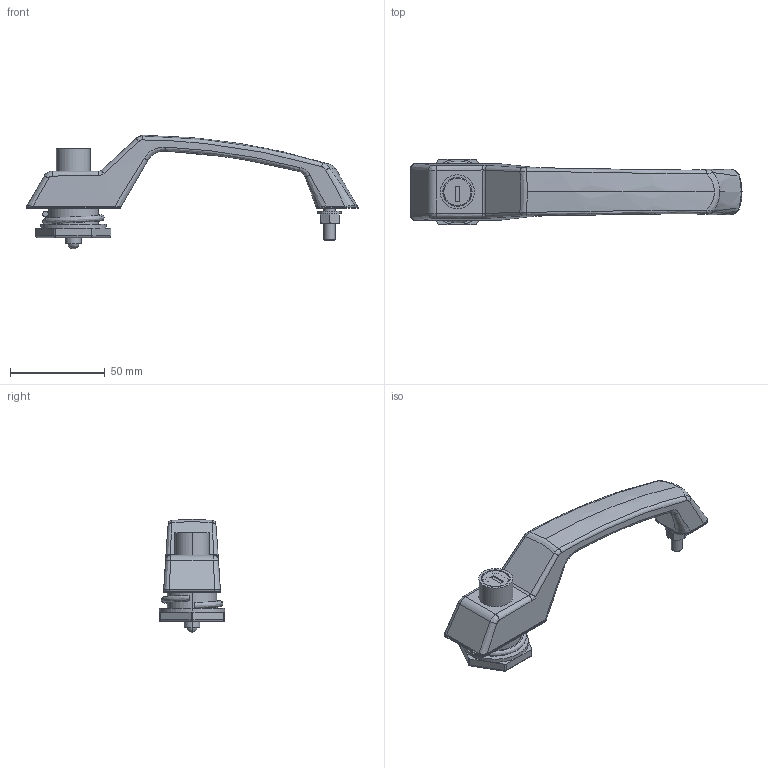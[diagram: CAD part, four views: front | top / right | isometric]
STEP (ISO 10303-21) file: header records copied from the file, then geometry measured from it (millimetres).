
FILE_DESCRIPTION (( 'STEP AP203' ), '1' );
FILE_NAME ('A-870-P_Œö.STEP', '2006-08-03T05:46:17', ( ' ' ), ( ' ' ), 'SwSTEP 2.0', 'SolidWorks 2006004', '' );
FILE_SCHEMA (( 'CONFIG_CONTROL_DESIGN' ));
Length unit declared in the file: millimetre
Products named in the file (17): A-870踢诎氖忒份乮彫乯_棉太倌; 俙-870-P巭傔斅_棉太倌; A-870-Pﾌﾟｯｼｭﾛｯﾄﾞ_A-870-Pﾌﾟｯｼｭﾛｯﾄﾞ_公開用; T0230ローター_公_タンブラー無し; A-870踢诎氖忒份乮戝乯_棉太倌; T0230僉儍僢僾_岞_棉太倌; シャッター_ﾃﾞﾌｫﾙﾄ; 曗嫮斅_棉太倌; 六角ナットM6（1種）_JIS B 1181 Hexagon nut - Class 1 Finished M6 --N; 儕儞僌儚僢僔儍乕M26乮冇3乯_棉太倌; A-870-P_公; 榋妏僫僢僩M26亊P1.0乮僞僉僎儞乯_棉太倌; 榋妏寠晅巭傔偹偠M6_棉太倌; T0230儘乕僞乕僾儔僌_岞_棉太倌; 俙-870-P钾堇薨_A-870-P钾堇薨_岞奐梡; A-870取手_A-870取手_公開用; スプリングワッシャーM6_JIS B 1251 No.2 6
Assembly tree (16 placements, depth 3):
  A-870-P_公
    俙-870-P钾堇薨_A-870-P钾堇薨_岞奐梡
    儕儞僌儚僢僔儍乕M26乮冇3乯_棉太倌
    榋妏僫僢僩M26亊P1.0乮僞僉僎儞乯_棉太倌
    スプリングワッシャーM6_JIS B 1251 No.2 6
    A-870踢诎氖忒份乮戝乯_棉太倌
    六角ナットM6（1種）_JIS B 1181 Hexagon nut - Class 1 Finished M6 --N
    榋妏寠晅巭傔偹偠M6_棉太倌
    A-870-Pﾌﾟｯｼｭﾛｯﾄﾞ_A-870-Pﾌﾟｯｼｭﾛｯﾄﾞ_公開用
    A-870踢诎氖忒份乮彫乯_棉太倌
    A-870取手_A-870取手_公開用
    T0230ローター_公_タンブラー無し
      曗嫮斅_棉太倌
      T0230僉儍僢僾_岞_棉太倌
      シャッター_ﾃﾞﾌｫﾙﾄ
      T0230儘乕僞乕僾儔僌_岞_棉太倌
    俙-870-P巭傔斅_棉太倌
Bounding box: 175 x 34.5 x 59.78 mm (x, y, z)
Volume: 69858.3 mm3; surface area: 33502.7 mm2
Topology: 15 solids, 15 shells, 438 faces, 1060 edges, 654 vertices
Faces by surface type: plane 191, cylinder 148, bspline 48, cone 38, sphere 9, torus 4
Entity records: 27621 total; most frequent: CARTESIAN_POINT 15841, ORIENTED_EDGE 2088, DIRECTION 2051, EDGE_CURVE 1044, AXIS2_PLACEMENT_3D 761, VERTEX_POINT 654, VECTOR 529, LINE 529
